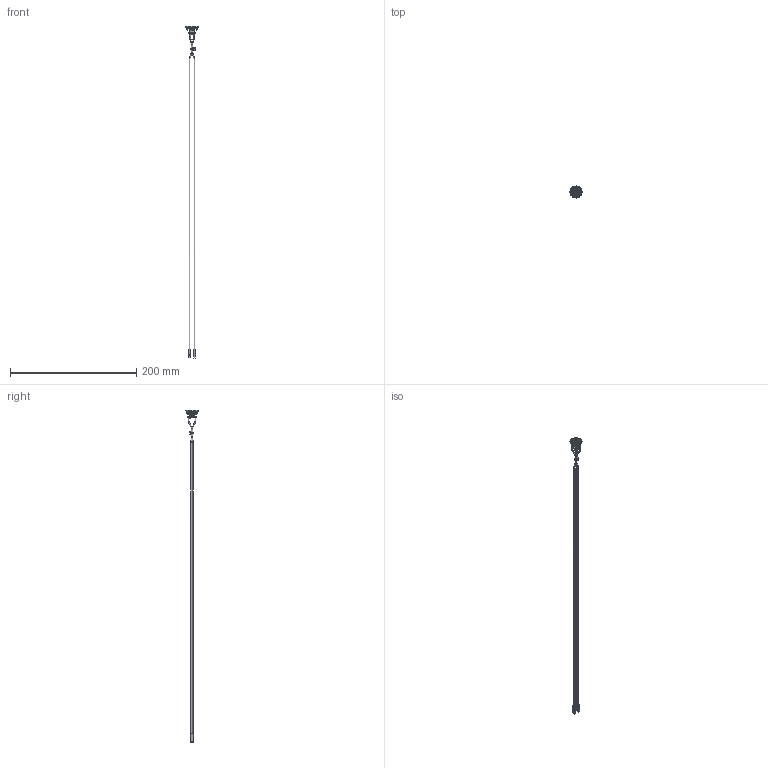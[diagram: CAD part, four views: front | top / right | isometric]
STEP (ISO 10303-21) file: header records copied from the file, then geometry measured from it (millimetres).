
FILE_DESCRIPTION(/* description */ ('','CAx-IF Rec.Pracs.---Representation and Presentation of Product Manufacturing Information (PMI)---4.0---2014-10-13'),/* implementation_level */ '2;1');
FILE_NAME(/* name */ 'TL1275CA2WA500QPx.stp',/* time_stamp */ '2019-04-10T14:23:26-05:00',/* author */ ('mroman'),/* organization */ (''),/* preprocessor_version */ 'ST-DEVELOPER v17',/* originating_system */ 'Autodesk Inventor 2018',/* authorisation */ '');
FILE_SCHEMA (('AP242_MANAGED_MODEL_BASED_3D_ENGINEERING_MIM_LF { 1 0 10303 442 1 1 4 }'));
Length unit declared in the file: millimetre
Products named in the file (1): TL1275CA2WA500QPx
Bounding box: 19 x 19 x 525 mm (x, y, z)
Volume: 4253.8 mm3; surface area: 11483 mm2
Topology: 4 solids, 4 shells, 926 faces, 2480 edges, 1576 vertices
Faces by surface type: plane 640, cylinder 141, cone 110, torus 22, sphere 9, bspline 4
Full cylindrical faces by diameter (mm): 0.8 x2, 1 x8, 1.3 x16, 3.2 x1, 9.8 x1, 10 x1, 11.7 x1, 19 x1
Entity records: 29221 total; most frequent: CARTESIAN_POINT 5312, ORIENTED_EDGE 5014, DIRECTION 4927, EDGE_CURVE 2507, LINE 1885, VECTOR 1885, VERTEX_POINT 1604, AXIS2_PLACEMENT_3D 1525
